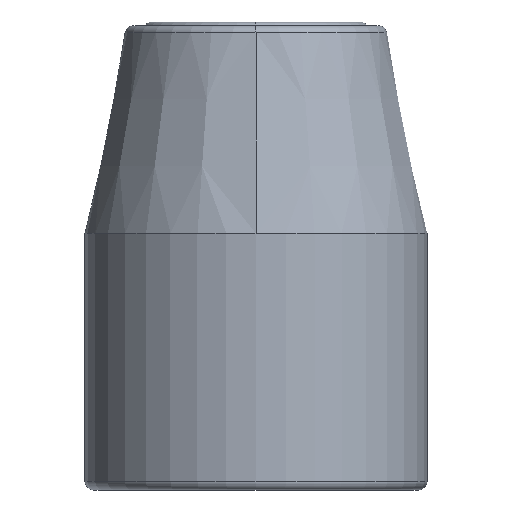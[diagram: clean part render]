
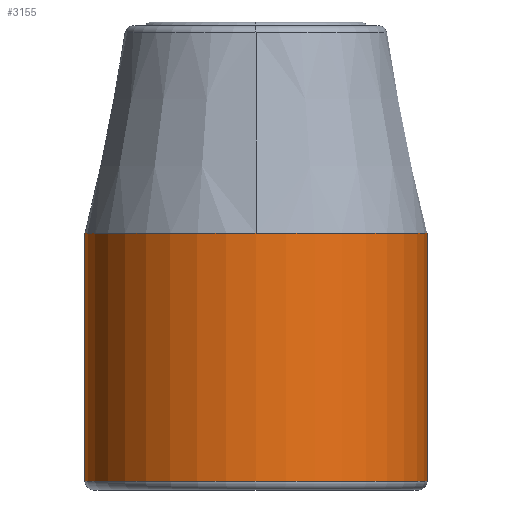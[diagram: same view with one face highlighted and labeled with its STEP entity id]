
A CAD part, front view. The second image highlights one B-rep face of the part: STEP entity #3155.
In plain terms, the highlighted cylindrical face has radius 14 mm (diameter 28 mm), a partial arc.
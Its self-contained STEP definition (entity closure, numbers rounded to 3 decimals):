
#2756=DIRECTION('',(0.,0.,1.));
#2757=VECTOR('',#2756,20.3);
#2758=CARTESIAN_POINT('',(-14.,0.,0.4));
#2759=LINE('',#2758,#2757);
#2779=CARTESIAN_POINT('',(0.,0.,20.7));
#2780=DIRECTION('',(0.,0.,1.));
#2781=DIRECTION('',(1.,0.,0.));
#2782=AXIS2_PLACEMENT_3D('',#2779,#2780,#2781);
#2787=CARTESIAN_POINT('',(0.,0.,20.7));
#2788=DIRECTION('',(0.,0.,1.));
#2789=DIRECTION('',(0.,1.,0.));
#2790=AXIS2_PLACEMENT_3D('',#2787,#2788,#2789);
#2795=CARTESIAN_POINT('',(0.,0.,0.4));
#2796=DIRECTION('',(0.,0.,-1.));
#2797=DIRECTION('',(-1.,0.,0.));
#2798=AXIS2_PLACEMENT_3D('',#2795,#2796,#2797);
#2803=DIRECTION('',(0.,0.,1.));
#2804=VECTOR('',#2803,20.3);
#2805=CARTESIAN_POINT('',(14.,0.,0.4));
#2806=LINE('',#2805,#2804);
#2944=CARTESIAN_POINT('',(-14.,0.,0.4));
#2945=CARTESIAN_POINT('',(14.,0.,0.4));
#2946=VERTEX_POINT('',#2944);
#2947=VERTEX_POINT('',#2945);
#2952=CARTESIAN_POINT('',(14.,0.,20.7));
#2953=CARTESIAN_POINT('',(0.,14.,20.7));
#2954=VERTEX_POINT('',#2952);
#2955=VERTEX_POINT('',#2953);
#2956=CARTESIAN_POINT('',(-14.,0.,20.7));
#2957=VERTEX_POINT('',#2956);
#3140=CARTESIAN_POINT('',(0.,0.,-0.3));
#3141=DIRECTION('',(0.,0.,1.));
#3142=DIRECTION('',(1.,0.,0.));
#3143=AXIS2_PLACEMENT_3D('',#3140,#3141,#3142);
#3144=CYLINDRICAL_SURFACE('',#3143,14.);
#3146=ORIENTED_EDGE('',*,*,#3145,.T.);
#3148=ORIENTED_EDGE('',*,*,#3147,.T.);
#3149=ORIENTED_EDGE('',*,*,#3127,.F.);
#3151=ORIENTED_EDGE('',*,*,#3150,.T.);
#3152=ORIENTED_EDGE('',*,*,#3123,.T.);
#3153=EDGE_LOOP('',(#3146,#3148,#3149,#3151,#3152));
#3154=FACE_OUTER_BOUND('',#3153,.F.);
#3155=ADVANCED_FACE('',(#3154),#3144,.T.);
#2783=CIRCLE('',#2782,14.);
#2791=CIRCLE('',#2790,14.);
#2799=CIRCLE('',#2798,14.);
#3123=EDGE_CURVE('',#2947,#2954,#2806,.T.);
#3127=EDGE_CURVE('',#2946,#2957,#2759,.T.);
#3145=EDGE_CURVE('',#2954,#2955,#2783,.T.);
#3147=EDGE_CURVE('',#2955,#2957,#2791,.T.);
#3150=EDGE_CURVE('',#2946,#2947,#2799,.T.);
